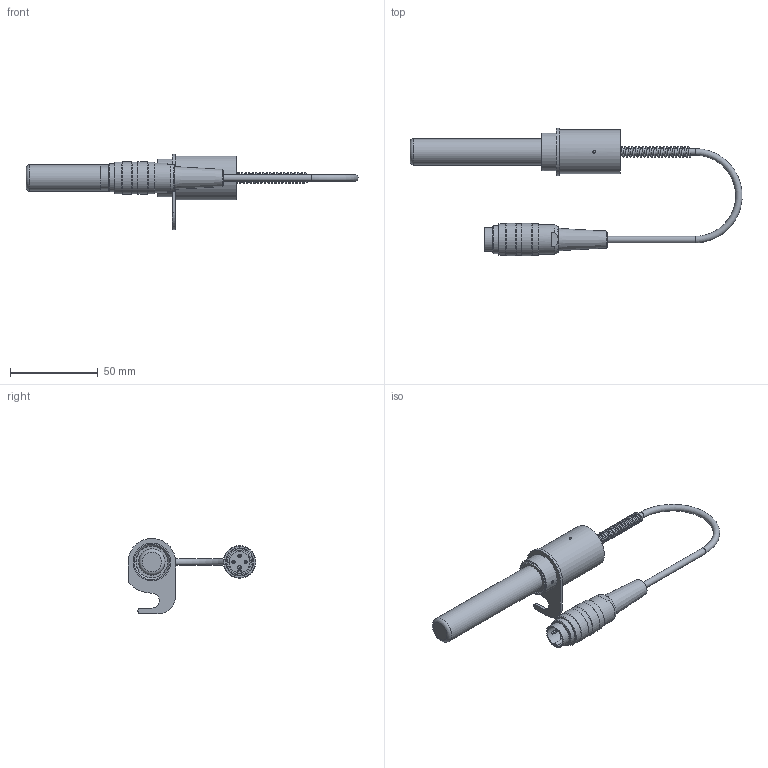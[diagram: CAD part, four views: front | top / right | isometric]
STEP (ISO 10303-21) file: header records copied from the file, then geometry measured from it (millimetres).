
FILE_DESCRIPTION(/* description */ (''),/* implementation_level */ '2;1');
FILE_NAME(/* name */ '130 11_R3E-5-12.stp',/* time_stamp */ '2023-10-18T11:59:18+02:00',/* author */ ('kuttig'),/* organization */ (''),/* preprocessor_version */ 'ST-DEVELOPER v16.13',/* originating_system */ 'Autodesk Inventor 2018',/* authorisation */ '');
FILE_SCHEMA (('AUTOMOTIVE_DESIGN { 1 0 10303 214 3 1 1 }'));
Length unit declared in the file: millimetre
Products named in the file (1): 130 11_R3E-5-12_Shrinkwrap_1
Bounding box: 189.27 x 72.75 x 43 mm (x, y, z)
Volume: 37689.3 mm3; surface area: 26475.3 mm2
Topology: 8 solids, 8 shells, 177 faces, 394 edges, 254 vertices
Faces by surface type: plane 94, cylinder 53, cone 19, bspline 7, torus 4
Full cylindrical faces by diameter (mm): 0.2 x2, 1 x3, 1.49 x3, 1.5 x3, 1.7 x2, 1.8 x1, 2.25 x1, 3 x1, 3.7 x2, 6.3 x1, 10.2 x1, 13.5 x1, 15 x1, 15.08 x1, 16 x1, 16.9 x1, 18 x1, 18.15 x3, 18.2 x1, 18.5 x2, 20 x2, 21.5 x1, 25 x1
Entity records: 9438 total; most frequent: CARTESIAN_POINT 5423, DIRECTION 792, ORIENTED_EDGE 650, EDGE_CURVE 325, AXIS2_PLACEMENT_3D 316, EDGE_LOOP 276, VERTEX_POINT 243, STYLED_ITEM 185
